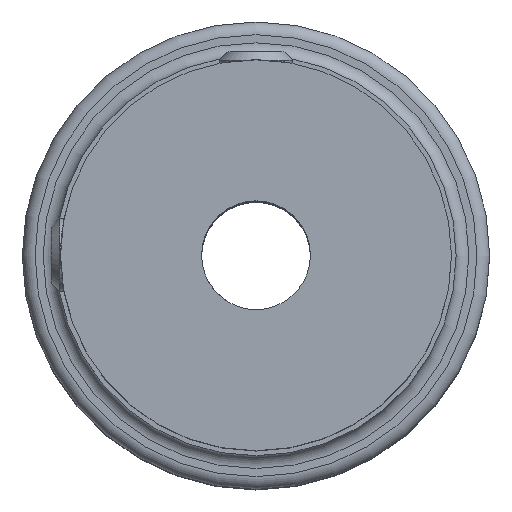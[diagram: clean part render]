
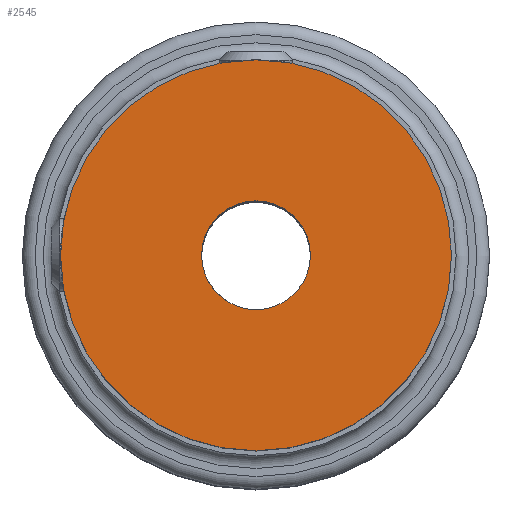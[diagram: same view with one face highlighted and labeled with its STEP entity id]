
A CAD part, top view. The second image highlights one B-rep face of the part: STEP entity #2545.
In plain terms, the highlighted planar face has unit normal (0, 0, 1).
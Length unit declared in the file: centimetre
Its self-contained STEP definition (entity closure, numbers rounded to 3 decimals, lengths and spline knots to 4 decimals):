
#180=CIRCLE('',#2605,0.1626);
#343=CIRCLE('',#2935,0.5842);
#398=VERTEX_POINT('',#3928);
#565=VERTEX_POINT('',#4561);
#792=EDGE_CURVE('',#398,#398,#180,.T.);
#959=EDGE_CURVE('',#565,#565,#343,.T.);
#1438=ORIENTED_EDGE('',*,*,#792,.T.);
#1439=ORIENTED_EDGE('',*,*,#959,.T.);
#1906=EDGE_LOOP('',(#1438));
#1907=EDGE_LOOP('',(#1439));
#2318=FACE_BOUND('',#1906,.T.);
#2319=FACE_BOUND('',#1907,.T.);
#2545=ADVANCED_FACE('',(#2318,#2319),#4725,.T.);
#2605=AXIS2_PLACEMENT_3D('',#3927,#3057,#3058);
#2935=AXIS2_PLACEMENT_3D('',#4560,#3597,#3598);
#2936=AXIS2_PLACEMENT_3D('',#4562,#3599,$);
#3057=DIRECTION('',(0.,0.,-1.));
#3058=DIRECTION('',(-0.163,0.,0.));
#3597=DIRECTION('',(0.,0.,1.));
#3598=DIRECTION('',(0.584,0.,0.));
#3599=DIRECTION('',(0.,0.,1.));
#3927=CARTESIAN_POINT('',(0.,0.,0.));
#3928=CARTESIAN_POINT('',(0.1626,0.,0.));
#4560=CARTESIAN_POINT('',(0.,0.,0.));
#4561=CARTESIAN_POINT('',(0.5842,0.,0.));
#4562=CARTESIAN_POINT('',(0.,0.,0.));
#4725=PLANE('',#2936);
